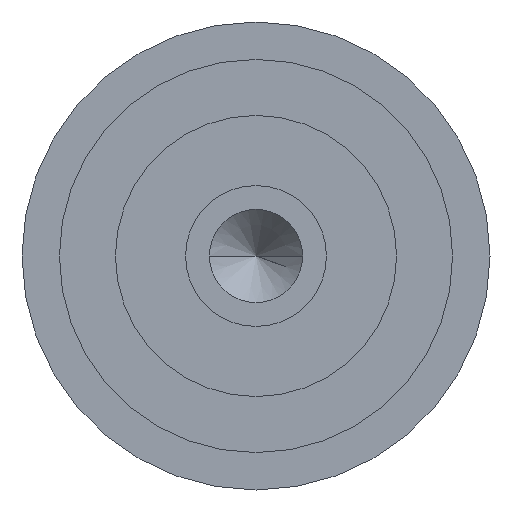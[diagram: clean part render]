
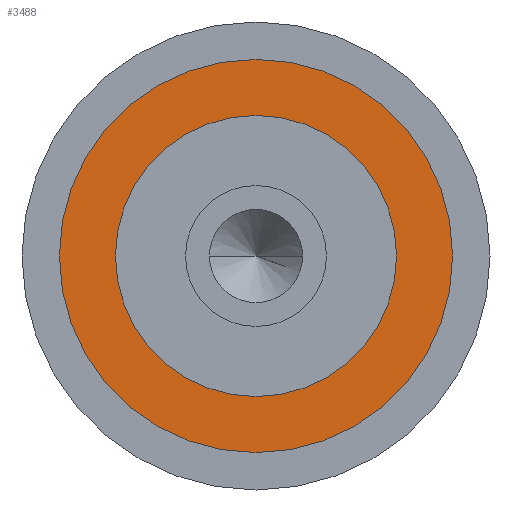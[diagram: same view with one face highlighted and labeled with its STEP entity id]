
A CAD part, front view. The second image highlights one B-rep face of the part: STEP entity #3488.
In plain terms, the highlighted planar face has unit normal (0, -1, 0).
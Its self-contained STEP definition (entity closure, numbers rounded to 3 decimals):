
#1316=CARTESIAN_POINT('',(0.,-0.004,0.));
#1317=DIRECTION('',(0.,1.,0.));
#1318=DIRECTION('',(1.,0.,0.));
#1319=AXIS2_PLACEMENT_3D('',#1316,#1317,#1318);
#1321=CARTESIAN_POINT('',(0.,-0.004,0.));
#1322=DIRECTION('',(0.,-1.,0.));
#1323=DIRECTION('',(1.,0.,0.));
#1324=AXIS2_PLACEMENT_3D('',#1321,#1322,#1323);
#1326=CARTESIAN_POINT('',(0.,-0.004,0.));
#1327=DIRECTION('',(0.,1.,0.));
#1328=DIRECTION('',(1.,0.,0.));
#1329=AXIS2_PLACEMENT_3D('',#1326,#1327,#1328);
#1331=CARTESIAN_POINT('',(0.,-0.004,0.));
#1332=DIRECTION('',(0.,-1.,0.));
#1333=DIRECTION('',(1.,0.,0.));
#1334=AXIS2_PLACEMENT_3D('',#1331,#1332,#1333);
#1422=CARTESIAN_POINT('',(1.504,-0.004,0.));
#1424=VERTEX_POINT('',#1422);
#1432=CARTESIAN_POINT('',(-1.504,-0.004,0.));
#1434=VERTEX_POINT('',#1432);
#1435=CARTESIAN_POINT('',(2.104,-0.004,0.));
#1437=VERTEX_POINT('',#1435);
#1447=CARTESIAN_POINT('',(-2.104,-0.004,0.));
#1449=VERTEX_POINT('',#1447);
#3473=CARTESIAN_POINT('',(0.,-0.004,0.));
#3474=DIRECTION('',(0.,-1.,0.));
#3475=DIRECTION('',(-1.,0.,0.));
#3476=AXIS2_PLACEMENT_3D('',#3473,#3474,#3475);
#3477=PLANE('',#3476);
#3478=ORIENTED_EDGE('',*,*,#3466,.F.);
#3479=ORIENTED_EDGE('',*,*,#3455,.T.);
#3480=EDGE_LOOP('',(#3478,#3479));
#3481=FACE_OUTER_BOUND('',#3480,.F.);
#3483=ORIENTED_EDGE('',*,*,#3482,.F.);
#3485=ORIENTED_EDGE('',*,*,#3484,.T.);
#3486=EDGE_LOOP('',(#3483,#3485));
#3487=FACE_BOUND('',#3486,.F.);
#3488=ADVANCED_FACE('',(#3481,#3487),#3477,.T.);
#1320=CIRCLE('',#1319,2.104);
#1325=CIRCLE('',#1324,2.104);
#1330=CIRCLE('',#1329,1.504);
#1335=CIRCLE('',#1334,1.504);
#3455=EDGE_CURVE('',#1437,#1449,#1320,.T.);
#3466=EDGE_CURVE('',#1437,#1449,#1325,.T.);
#3482=EDGE_CURVE('',#1424,#1434,#1330,.T.);
#3484=EDGE_CURVE('',#1424,#1434,#1335,.T.);
